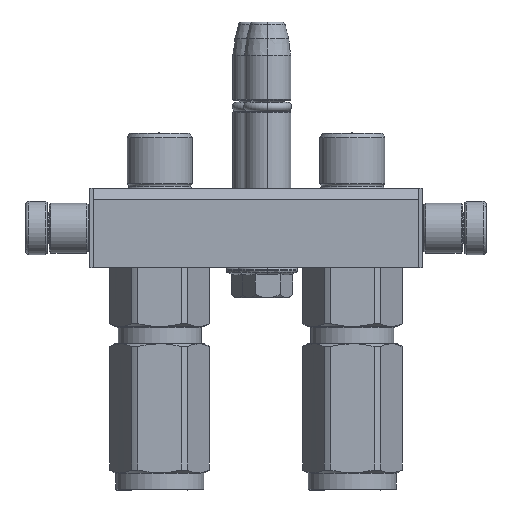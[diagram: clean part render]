
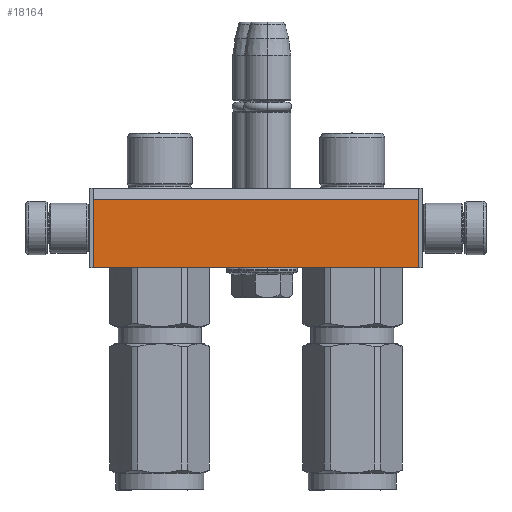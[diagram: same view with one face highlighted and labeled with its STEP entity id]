
A CAD part, left-side view. The second image highlights one B-rep face of the part: STEP entity #18164.
In plain terms, the highlighted face is planar.
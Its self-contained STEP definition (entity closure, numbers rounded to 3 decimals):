
#59 = DIRECTION ( 'NONE',  ( 0., 1., 0. ) ) ;
#385 = LINE ( 'NONE', #32851, #19528 ) ;
#2297 = LINE ( 'NONE', #28851, #31884 ) ;
#2881 = CARTESIAN_POINT ( 'NONE',  ( 78., 24., 24. ) ) ;
#5455 = ORIENTED_EDGE ( 'NONE', *, *, #29909, .T. ) ;
#6453 = CARTESIAN_POINT ( 'NONE',  ( -21., 0., 24. ) ) ;
#6594 = EDGE_LOOP ( 'NONE', ( #9430, #17478, #5455, #17887 ) ) ;
#7245 = DIRECTION ( 'NONE',  ( 0., 1., 0. ) ) ;
#7345 = EDGE_CURVE ( 'NONE', #39491, #24988, #27139, .T. ) ;
#7372 = EDGE_CURVE ( 'NONE', #39301, #24988, #2297, .T. ) ;
#9430 = ORIENTED_EDGE ( 'NONE', *, *, #7372, .F. ) ;
#10630 = CARTESIAN_POINT ( 'NONE',  ( -20., 24., 24. ) ) ;
#11122 = DIRECTION ( 'NONE',  ( 1., 0., 0. ) ) ;
#15877 = FACE_OUTER_BOUND ( 'NONE', #6594, .T. ) ;
#16654 = VECTOR ( 'NONE', #7245, 1000. ) ;
#17478 = ORIENTED_EDGE ( 'NONE', *, *, #32292, .F. ) ;
#17887 = ORIENTED_EDGE ( 'NONE', *, *, #7345, .T. ) ;
#18164 = ADVANCED_FACE ( 'NONE', ( #15877 ), #30460, .T. ) ;
#19528 = VECTOR ( 'NONE', #11122, 1000. ) ;
#21538 = VERTEX_POINT ( 'NONE', #30746 ) ;
#21632 = CARTESIAN_POINT ( 'NONE',  ( -20., 3.464, 24. ) ) ;
#22430 = CARTESIAN_POINT ( 'NONE',  ( 78., 3.464, 24. ) ) ;
#22949 = DIRECTION ( 'NONE',  ( 1., 0., 0. ) ) ;
#24988 = VERTEX_POINT ( 'NONE', #2881 ) ;
#27139 = LINE ( 'NONE', #22430, #16654 ) ;
#27697 = CARTESIAN_POINT ( 'NONE',  ( 78., 3.464, 24. ) ) ;
#27800 = DIRECTION ( 'NONE',  ( 0., 0., 1. ) ) ;
#28851 = CARTESIAN_POINT ( 'NONE',  ( -20., 24., 24. ) ) ;
#29909 = EDGE_CURVE ( 'NONE', #21538, #39491, #385, .T. ) ;
#30179 = DIRECTION ( 'NONE',  ( 1., 0., 0. ) ) ;
#30405 = AXIS2_PLACEMENT_3D ( 'NONE', #6453, #27800, #30179 ) ;
#30460 = PLANE ( 'NONE',  #30405 ) ;
#30746 = CARTESIAN_POINT ( 'NONE',  ( -20., 3.464, 24. ) ) ;
#31884 = VECTOR ( 'NONE', #22949, 1000. ) ;
#32209 = LINE ( 'NONE', #21632, #37420 ) ;
#32292 = EDGE_CURVE ( 'NONE', #21538, #39301, #32209, .T. ) ;
#32851 = CARTESIAN_POINT ( 'NONE',  ( -20., 3.464, 24. ) ) ;
#37420 = VECTOR ( 'NONE', #59, 1000. ) ;
#39301 = VERTEX_POINT ( 'NONE', #10630 ) ;
#39491 = VERTEX_POINT ( 'NONE', #27697 ) ;
